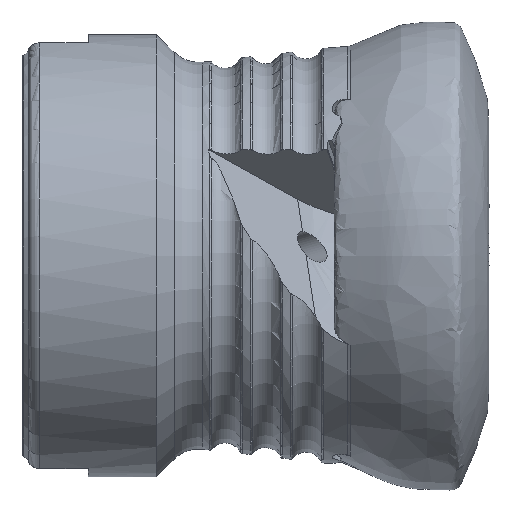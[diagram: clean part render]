
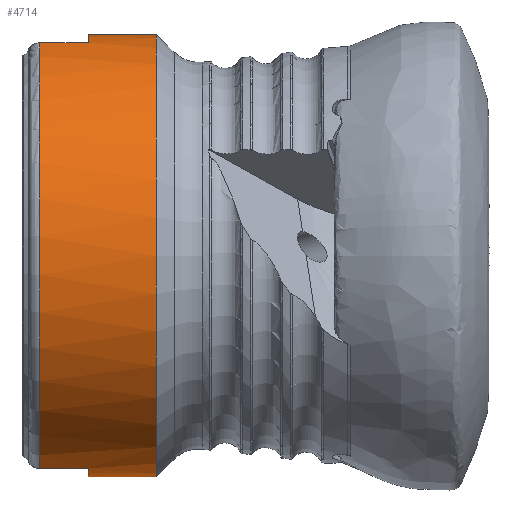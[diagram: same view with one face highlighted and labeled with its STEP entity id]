
A CAD part, front view. The second image highlights one B-rep face of the part: STEP entity #4714.
In plain terms, the highlighted cylindrical face has radius 19 mm (diameter 38 mm), a full revolution.
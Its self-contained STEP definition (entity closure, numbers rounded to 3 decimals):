
#26 = ORIENTED_EDGE ( 'NONE', *, *, #1607, .T. ) ;
#214 = CIRCLE ( 'NONE', #4895, 19. ) ;
#387 = VECTOR ( 'NONE', #5354, 1000. ) ;
#463 = CARTESIAN_POINT ( 'NONE',  ( -33.305, 5.154, 18.288 ) ) ;
#523 = CARTESIAN_POINT ( 'NONE',  ( 0., 5.154, -18.288 ) ) ;
#525 = AXIS2_PLACEMENT_3D ( 'NONE', #1027, #5907, #1728 ) ;
#1027 = CARTESIAN_POINT ( 'NONE',  ( -37.455, 0., 0. ) ) ;
#1193 = CARTESIAN_POINT ( 'NONE',  ( -27.455, 0., 0. ) ) ;
#1259 = VERTEX_POINT ( 'NONE', #4800 ) ;
#1607 = EDGE_CURVE ( 'NONE', #4582, #2900, #6702, .T. ) ;
#1728 = DIRECTION ( 'NONE',  ( 0., 0., -1. ) ) ;
#1743 = CARTESIAN_POINT ( 'NONE',  ( -33.305, -5.154, 18.288 ) ) ;
#1862 = CARTESIAN_POINT ( 'NONE',  ( -37.455, 0., 0. ) ) ;
#1887 = DIRECTION ( 'NONE',  ( 0., 0., -1. ) ) ;
#1946 = CARTESIAN_POINT ( 'NONE',  ( -33.305, 0., 0. ) ) ;
#2002 = EDGE_CURVE ( 'NONE', #2190, #4582, #4000, .T. ) ;
#2130 = ORIENTED_EDGE ( 'NONE', *, *, #2813, .T. ) ;
#2190 = VERTEX_POINT ( 'NONE', #1743 ) ;
#2215 = FACE_OUTER_BOUND ( 'NONE', #5206, .T. ) ;
#2222 = DIRECTION ( 'NONE',  ( 1., 0., 0. ) ) ;
#2543 = LINE ( 'NONE', #2933, #4835 ) ;
#2569 = DIRECTION ( 'NONE',  ( 0., 0., -1. ) ) ;
#2663 = DIRECTION ( 'NONE',  ( 0., 0., -1. ) ) ;
#2683 = ORIENTED_EDGE ( 'NONE', *, *, #7569, .T. ) ;
#2813 = EDGE_CURVE ( 'NONE', #1259, #5417, #3336, .T. ) ;
#2900 = VERTEX_POINT ( 'NONE', #8430 ) ;
#2933 = CARTESIAN_POINT ( 'NONE',  ( 0., -5.154, -18.288 ) ) ;
#3095 = VERTEX_POINT ( 'NONE', #463 ) ;
#3192 = EDGE_CURVE ( 'NONE', #4238, #1259, #5930, .T. ) ;
#3336 = CIRCLE ( 'NONE', #4675, 19. ) ;
#3558 = VECTOR ( 'NONE', #6270, 1000. ) ;
#3653 = CARTESIAN_POINT ( 'NONE',  ( -27.455, 0., -19. ) ) ;
#3799 = CARTESIAN_POINT ( 'NONE',  ( -33.305, 5.154, -18.288 ) ) ;
#3856 = CYLINDRICAL_SURFACE ( 'NONE', #4738, 19. ) ;
#3948 = CARTESIAN_POINT ( 'NONE',  ( 0., 5.154, 18.288 ) ) ;
#4000 = LINE ( 'NONE', #7615, #3558 ) ;
#4085 = CARTESIAN_POINT ( 'NONE',  ( -37.455, -5.154, 18.288 ) ) ;
#4095 = DIRECTION ( 'NONE',  ( -1., 0., 0. ) ) ;
#4238 = VERTEX_POINT ( 'NONE', #3799 ) ;
#4493 = VERTEX_POINT ( 'NONE', #3653 ) ;
#4499 = CARTESIAN_POINT ( 'NONE',  ( 0., 0., 0. ) ) ;
#4582 = VERTEX_POINT ( 'NONE', #4085 ) ;
#4675 = AXIS2_PLACEMENT_3D ( 'NONE', #1862, #6733, #2569 ) ;
#4714 = ADVANCED_FACE ( 'NONE', ( #7741, #2215 ), #3856, .T. ) ;
#4738 = AXIS2_PLACEMENT_3D ( 'NONE', #4499, #8591, #5190 ) ;
#4800 = CARTESIAN_POINT ( 'NONE',  ( -37.455, 5.154, -18.288 ) ) ;
#4835 = VECTOR ( 'NONE', #2222, 1000. ) ;
#4881 = EDGE_CURVE ( 'NONE', #4493, #4493, #5487, .T. ) ;
#4895 = AXIS2_PLACEMENT_3D ( 'NONE', #8215, #4095, #8887 ) ;
#5104 = ORIENTED_EDGE ( 'NONE', *, *, #7699, .F. ) ;
#5108 = EDGE_CURVE ( 'NONE', #2900, #7937, #2543, .T. ) ;
#5190 = DIRECTION ( 'NONE',  ( 0., 0., -1. ) ) ;
#5206 = EDGE_LOOP ( 'NONE', ( #5536 ) ) ;
#5354 = DIRECTION ( 'NONE',  ( -1., 0., 0. ) ) ;
#5417 = VERTEX_POINT ( 'NONE', #6888 ) ;
#5419 = ORIENTED_EDGE ( 'NONE', *, *, #2002, .T. ) ;
#5487 = CIRCLE ( 'NONE', #8573, 19. ) ;
#5536 = ORIENTED_EDGE ( 'NONE', *, *, #4881, .F. ) ;
#5907 = DIRECTION ( 'NONE',  ( 1., 0., 0. ) ) ;
#5930 = LINE ( 'NONE', #523, #387 ) ;
#6003 = ORIENTED_EDGE ( 'NONE', *, *, #3192, .T. ) ;
#6076 = DIRECTION ( 'NONE',  ( 1., 0., 0. ) ) ;
#6208 = VECTOR ( 'NONE', #7387, 1000. ) ;
#6270 = DIRECTION ( 'NONE',  ( -1., 0., 0. ) ) ;
#6429 = ORIENTED_EDGE ( 'NONE', *, *, #5108, .T. ) ;
#6702 = CIRCLE ( 'NONE', #525, 19. ) ;
#6733 = DIRECTION ( 'NONE',  ( 1., 0., 0. ) ) ;
#6812 = DIRECTION ( 'NONE',  ( -1., 0., 0. ) ) ;
#6828 = EDGE_LOOP ( 'NONE', ( #2130, #2683, #7537, #5419, #26, #6429, #5104, #6003 ) ) ;
#6888 = CARTESIAN_POINT ( 'NONE',  ( -37.455, 5.154, 18.288 ) ) ;
#7387 = DIRECTION ( 'NONE',  ( 1., 0., 0. ) ) ;
#7491 = CIRCLE ( 'NONE', #7611, 19. ) ;
#7537 = ORIENTED_EDGE ( 'NONE', *, *, #8765, .F. ) ;
#7569 = EDGE_CURVE ( 'Kante166', #5417, #3095, #7800, .T. ) ;
#7611 = AXIS2_PLACEMENT_3D ( 'NONE', #1946, #6812, #2663 ) ;
#7615 = CARTESIAN_POINT ( 'NONE',  ( 0., -5.154, 18.288 ) ) ;
#7699 = EDGE_CURVE ( 'Kante164', #4238, #7937, #214, .T. ) ;
#7741 = FACE_OUTER_BOUND ( 'NONE', #6828, .T. ) ;
#7792 = CARTESIAN_POINT ( 'NONE',  ( -33.305, -5.154, -18.288 ) ) ;
#7800 = LINE ( 'NONE', #3948, #6208 ) ;
#7937 = VERTEX_POINT ( 'NONE', #7792 ) ;
#8215 = CARTESIAN_POINT ( 'NONE',  ( -33.305, 0., 0. ) ) ;
#8430 = CARTESIAN_POINT ( 'NONE',  ( -37.455, -5.154, -18.288 ) ) ;
#8573 = AXIS2_PLACEMENT_3D ( 'NONE', #1193, #6076, #1887 ) ;
#8591 = DIRECTION ( 'NONE',  ( 1., 0., 0. ) ) ;
#8765 = EDGE_CURVE ( 'NONE', #2190, #3095, #7491, .T. ) ;
#8887 = DIRECTION ( 'NONE',  ( 0., 0., -1. ) ) ;
